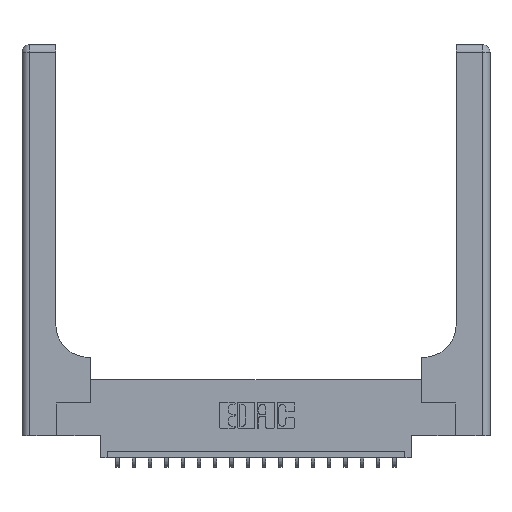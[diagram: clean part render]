
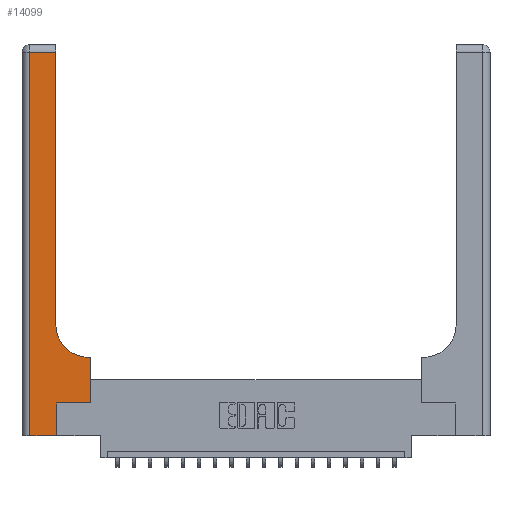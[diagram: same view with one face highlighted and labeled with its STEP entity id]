
A CAD part, top view. The second image highlights one B-rep face of the part: STEP entity #14099.
In plain terms, the highlighted planar face has unit normal (0, 0, 1).
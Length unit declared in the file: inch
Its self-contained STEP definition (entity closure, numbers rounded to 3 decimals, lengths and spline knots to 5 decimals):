
#154 = DIRECTION ( 'NONE',  ( 0., 0., -1. ) ) ;
#413 = EDGE_CURVE ( 'NONE', #10277, #1821, #12754, .T. ) ;
#1481 = DIRECTION ( 'NONE',  ( 0., 0., -1. ) ) ;
#1694 = CARTESIAN_POINT ( 'NONE',  ( 0.06, 2.94, 0.37 ) ) ;
#1821 = VERTEX_POINT ( 'NONE', #12387 ) ;
#1841 = CARTESIAN_POINT ( 'NONE',  ( 0.528, 0.6, 0.37 ) ) ;
#2493 = CARTESIAN_POINT ( 'NONE',  ( 0.06, 3., 0.37 ) ) ;
#2506 = EDGE_CURVE ( 'NONE', #19410, #5870, #12911, .T. ) ;
#2559 = DIRECTION ( 'NONE',  ( 0., -1., 0. ) ) ;
#2655 = EDGE_CURVE ( 'NONE', #9872, #19410, #11967, .T. ) ;
#3138 = ORIENTED_EDGE ( 'NONE', *, *, #16114, .T. ) ;
#3562 = DIRECTION ( 'NONE',  ( 0., 1., 0. ) ) ;
#3626 = DIRECTION ( 'NONE',  ( 0., 1., 0. ) ) ;
#3856 = LINE ( 'NONE', #8217, #10119 ) ;
#4880 = CARTESIAN_POINT ( 'NONE',  ( 0.265, 0.25, 0.37 ) ) ;
#4919 = CARTESIAN_POINT ( 'NONE',  ( 0.26, 0.85, 0.37 ) ) ;
#5100 = EDGE_LOOP ( 'NONE', ( #3138, #14736, #15404, #16347, #13909, #6966, #6201, #9997, #18632 ) ) ;
#5150 = DIRECTION ( 'NONE',  ( 0., 1., 0. ) ) ;
#5159 = VERTEX_POINT ( 'NONE', #10334 ) ;
#5314 = VECTOR ( 'NONE', #3626, 39.37008 ) ;
#5690 = CARTESIAN_POINT ( 'NONE',  ( 0., 2.94, 0.37 ) ) ;
#5870 = VERTEX_POINT ( 'NONE', #13309 ) ;
#6011 = CARTESIAN_POINT ( 'NONE',  ( 0., 3., 0.37 ) ) ;
#6201 = ORIENTED_EDGE ( 'NONE', *, *, #17320, .T. ) ;
#6725 = EDGE_CURVE ( 'NONE', #1821, #9872, #3856, .T. ) ;
#6966 = ORIENTED_EDGE ( 'NONE', *, *, #2506, .T. ) ;
#7539 = EDGE_CURVE ( 'NONE', #5159, #10277, #17183, .T. ) ;
#8157 = CIRCLE ( 'NONE', #14961, 0.25 ) ;
#8217 = CARTESIAN_POINT ( 'NONE',  ( 0., 0., 0.37 ) ) ;
#8554 = VERTEX_POINT ( 'NONE', #15974 ) ;
#8804 = DIRECTION ( 'NONE',  ( -1., 0., 0. ) ) ;
#8907 = VECTOR ( 'NONE', #18546, 39.37008 ) ;
#9165 = LINE ( 'NONE', #18830, #13618 ) ;
#9167 = VECTOR ( 'NONE', #8804, 39.37008 ) ;
#9456 = CARTESIAN_POINT ( 'NONE',  ( 0.51, 0.85, 0.37 ) ) ;
#9457 = AXIS2_PLACEMENT_3D ( 'NONE', #6011, #1481, #12211 ) ;
#9828 = DIRECTION ( 'NONE',  ( -1., 0., 0. ) ) ;
#9872 = VERTEX_POINT ( 'NONE', #15871 ) ;
#9997 = ORIENTED_EDGE ( 'NONE', *, *, #14982, .T. ) ;
#10112 = VECTOR ( 'NONE', #3562, 39.37008 ) ;
#10119 = VECTOR ( 'NONE', #14286, 39.37008 ) ;
#10277 = VERTEX_POINT ( 'NONE', #1694 ) ;
#10293 = EDGE_CURVE ( 'NONE', #8554, #16028, #8157, .T. ) ;
#10334 = CARTESIAN_POINT ( 'NONE',  ( 0.26, 2.94, 0.37 ) ) ;
#10984 = DIRECTION ( 'NONE',  ( 1., 0., 0. ) ) ;
#11967 = LINE ( 'NONE', #12824, #18557 ) ;
#12211 = DIRECTION ( 'NONE',  ( -1., 0., 0. ) ) ;
#12387 = CARTESIAN_POINT ( 'NONE',  ( 0.06, 0., 0.37 ) ) ;
#12734 = FACE_OUTER_BOUND ( 'NONE', #5100, .T. ) ;
#12754 = LINE ( 'NONE', #2493, #17243 ) ;
#12824 = CARTESIAN_POINT ( 'NONE',  ( 0.265, 0., 0.37 ) ) ;
#12911 = LINE ( 'NONE', #4880, #8907 ) ;
#13309 = CARTESIAN_POINT ( 'NONE',  ( 0.528, 0.25, 0.37 ) ) ;
#13618 = VECTOR ( 'NONE', #9828, 39.37008 ) ;
#13909 = ORIENTED_EDGE ( 'NONE', *, *, #2655, .T. ) ;
#14088 = LINE ( 'NONE', #18724, #10112 ) ;
#14099 = ADVANCED_FACE ( 'NONE', ( #12734 ), #19720, .F. ) ;
#14286 = DIRECTION ( 'NONE',  ( 1., 0., 0. ) ) ;
#14298 = CARTESIAN_POINT ( 'NONE',  ( 0.528, 0.25, 0.37 ) ) ;
#14736 = ORIENTED_EDGE ( 'NONE', *, *, #7539, .T. ) ;
#14961 = AXIS2_PLACEMENT_3D ( 'NONE', #9456, #154, #10984 ) ;
#14982 = EDGE_CURVE ( 'NONE', #15554, #8554, #9165, .T. ) ;
#15404 = ORIENTED_EDGE ( 'NONE', *, *, #413, .T. ) ;
#15554 = VERTEX_POINT ( 'NONE', #1841 ) ;
#15871 = CARTESIAN_POINT ( 'NONE',  ( 0.265, 0., 0.37 ) ) ;
#15974 = CARTESIAN_POINT ( 'NONE',  ( 0.51, 0.6, 0.37 ) ) ;
#16028 = VERTEX_POINT ( 'NONE', #4919 ) ;
#16114 = EDGE_CURVE ( 'NONE', #16028, #5159, #14088, .T. ) ;
#16347 = ORIENTED_EDGE ( 'NONE', *, *, #6725, .T. ) ;
#16943 = LINE ( 'NONE', #14298, #5314 ) ;
#17183 = LINE ( 'NONE', #5690, #9167 ) ;
#17243 = VECTOR ( 'NONE', #2559, 39.37008 ) ;
#17320 = EDGE_CURVE ( 'NONE', #5870, #15554, #16943, .T. ) ;
#18546 = DIRECTION ( 'NONE',  ( 1., 0., 0. ) ) ;
#18557 = VECTOR ( 'NONE', #5150, 39.37008 ) ;
#18632 = ORIENTED_EDGE ( 'NONE', *, *, #10293, .T. ) ;
#18724 = CARTESIAN_POINT ( 'NONE',  ( 0.26, 3., 0.37 ) ) ;
#18830 = CARTESIAN_POINT ( 'NONE',  ( 0.26, 0.6, 0.37 ) ) ;
#19410 = VERTEX_POINT ( 'NONE', #19564 ) ;
#19564 = CARTESIAN_POINT ( 'NONE',  ( 0.265, 0.25, 0.37 ) ) ;
#19720 = PLANE ( 'NONE',  #9457 ) ;
